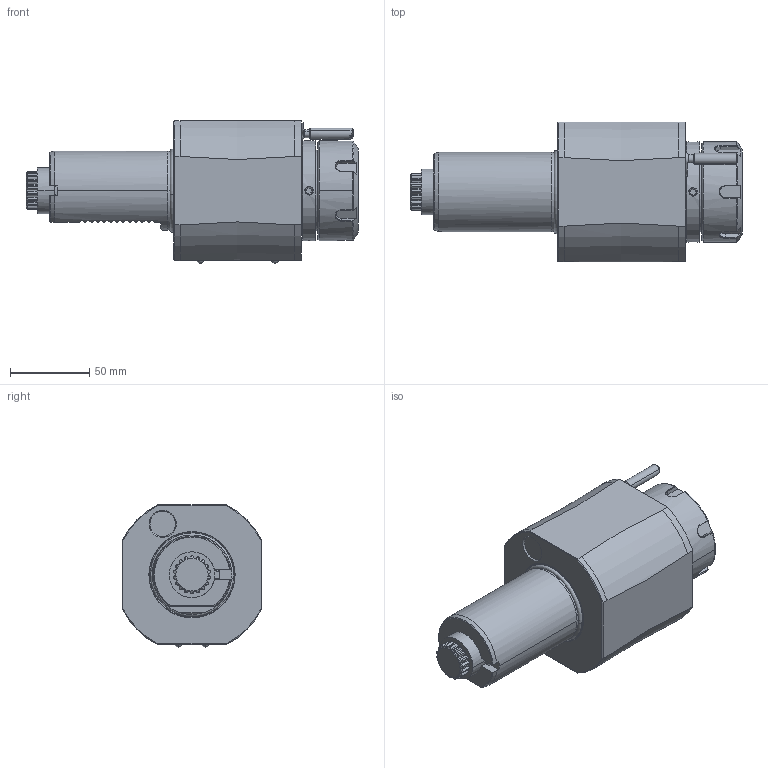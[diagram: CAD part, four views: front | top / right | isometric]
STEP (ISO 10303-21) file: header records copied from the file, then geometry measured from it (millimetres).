
FILE_DESCRIPTION((''),'2;1');
FILE_NAME('NGT1_50_131_40_1','2019-11-27T',('vali'),('NOVA GRUP'),'PRO/ENGINEER BY PARAMETRIC TECHNOLOGY CORPORATION, 2010280','PRO/ENGINEER BY PARAMETRIC TECHNOLOGY CORPORATION, 2010280','');
FILE_SCHEMA(('CONFIG_CONTROL_DESIGN'));
Length unit declared in the file: millimetre
Products named in the file (1): NGT1_50_131_40_1
Bounding box: 209.1 x 88 x 89.6 mm (x, y, z)
Volume: 807655.7 mm3; surface area: 65868 mm2
Topology: 1 solids, 1 shells, 371 faces, 1009 edges, 652 vertices
Faces by surface type: cylinder 134, plane 111, cone 72, bspline 28, torus 20, sphere 6
Entity records: 17132 total; most frequent: CARTESIAN_POINT 8342, ORIENTED_EDGE 2010, DIRECTION 1587, EDGE_CURVE 1005, VERTEX_POINT 652, AXIS2_PLACEMENT_3D 618, EDGE_LOOP 387, B_SPLINE_CURVE_WITH_KNOTS 379
